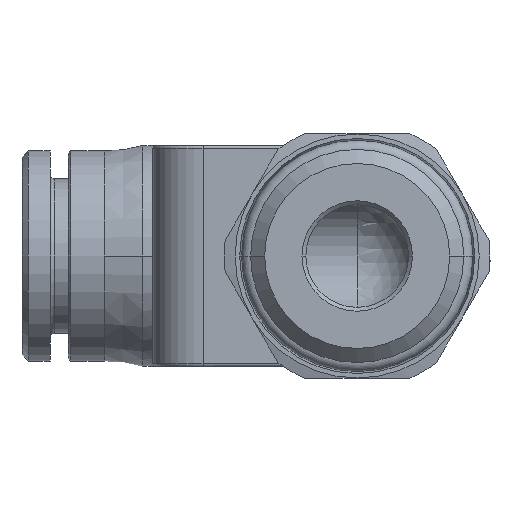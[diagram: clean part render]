
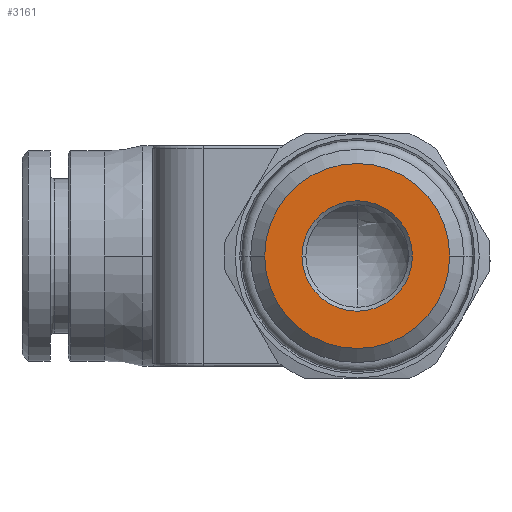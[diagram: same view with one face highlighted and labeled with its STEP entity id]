
A CAD part, front view. The second image highlights one B-rep face of the part: STEP entity #3161.
In plain terms, the highlighted planar face has unit normal (0, -1, 0).
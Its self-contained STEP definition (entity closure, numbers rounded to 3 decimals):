
#101=CARTESIAN_POINT('',(0.,-33.7,0.));
#102=DIRECTION('',(0.,1.,0.));
#103=DIRECTION('',(-1.,0.,0.));
#104=AXIS2_PLACEMENT_3D('',#101,#102,#103);
#106=CARTESIAN_POINT('',(0.,-33.7,0.));
#107=DIRECTION('',(0.,1.,0.));
#108=DIRECTION('',(1.,0.,0.));
#109=AXIS2_PLACEMENT_3D('',#106,#107,#108);
#111=CARTESIAN_POINT('',(0.,-33.7,0.));
#112=DIRECTION('',(0.,-1.,0.));
#113=DIRECTION('',(1.,0.,0.));
#114=AXIS2_PLACEMENT_3D('',#111,#112,#113);
#116=CARTESIAN_POINT('',(0.,-33.7,0.));
#117=DIRECTION('',(0.,-1.,0.));
#118=DIRECTION('',(-1.,0.,0.));
#119=AXIS2_PLACEMENT_3D('',#116,#117,#118);
#2837=CARTESIAN_POINT('',(-7.2,-33.7,0.));
#2838=CARTESIAN_POINT('',(7.2,-33.7,0.));
#2839=VERTEX_POINT('',#2837);
#2840=VERTEX_POINT('',#2838);
#2845=CARTESIAN_POINT('',(4.3,-33.7,0.));
#2846=VERTEX_POINT('',#2845);
#2847=CARTESIAN_POINT('',(-4.3,-33.7,0.));
#2848=VERTEX_POINT('',#2847);
#3146=CARTESIAN_POINT('',(0.,-33.7,0.));
#3147=DIRECTION('',(0.,1.,0.));
#3148=DIRECTION('',(0.,0.,1.));
#3149=AXIS2_PLACEMENT_3D('',#3146,#3147,#3148);
#3150=PLANE('',#3149);
#3152=ORIENTED_EDGE('',*,*,#3151,.T.);
#3154=ORIENTED_EDGE('',*,*,#3153,.T.);
#3155=EDGE_LOOP('',(#3152,#3154));
#3156=FACE_OUTER_BOUND('',#3155,.F.);
#3157=ORIENTED_EDGE('',*,*,#3141,.T.);
#3158=ORIENTED_EDGE('',*,*,#3125,.T.);
#3159=EDGE_LOOP('',(#3157,#3158));
#3160=FACE_BOUND('',#3159,.F.);
#3161=ADVANCED_FACE('',(#3156,#3160),#3150,.F.);
#105=CIRCLE('',#104,7.2);
#110=CIRCLE('',#109,7.2);
#115=CIRCLE('',#114,4.3);
#120=CIRCLE('',#119,4.3);
#3125=EDGE_CURVE('',#2848,#2846,#120,.T.);
#3141=EDGE_CURVE('',#2846,#2848,#115,.T.);
#3151=EDGE_CURVE('',#2839,#2840,#105,.T.);
#3153=EDGE_CURVE('',#2840,#2839,#110,.T.);
